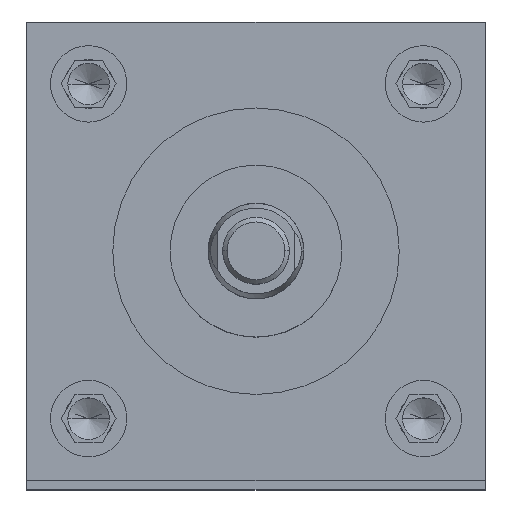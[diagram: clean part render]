
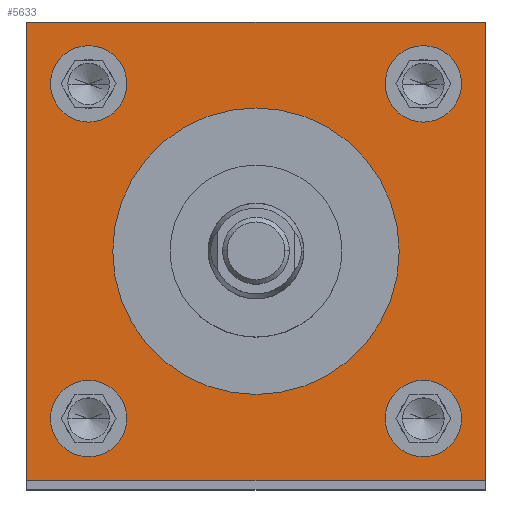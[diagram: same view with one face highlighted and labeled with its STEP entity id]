
A CAD part, top view. The second image highlights one B-rep face of the part: STEP entity #5633.
In plain terms, the highlighted planar face has unit normal (0, 0, 1).
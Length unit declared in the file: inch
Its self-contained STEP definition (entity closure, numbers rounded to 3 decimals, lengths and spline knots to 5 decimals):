
#91 = ORIENTED_EDGE ( 'NONE', *, *, #4836, .F. ) ;
#163 = VECTOR ( 'NONE', #781, 39.37008 ) ;
#172 = ORIENTED_EDGE ( 'NONE', *, *, #1472, .F. ) ;
#189 = VECTOR ( 'NONE', #3990, 39.37008 ) ;
#208 = DIRECTION ( 'NONE',  ( 1., 0., 0. ) ) ;
#211 = CARTESIAN_POINT ( 'NONE',  ( -0.845, 1.095, 35.75 ) ) ;
#328 = CARTESIAN_POINT ( 'NONE',  ( 1.5, 1.5, 35.75 ) ) ;
#407 = CARTESIAN_POINT ( 'NONE',  ( 0., 0., 35.75 ) ) ;
#433 = VERTEX_POINT ( 'NONE', #1360 ) ;
#618 = VERTEX_POINT ( 'NONE', #211 ) ;
#676 = EDGE_LOOP ( 'NONE', ( #4889, #3982 ) ) ;
#697 = VERTEX_POINT ( 'NONE', #328 ) ;
#777 = CIRCLE ( 'NONE', #3195, 0.25 ) ;
#781 = DIRECTION ( 'NONE',  ( -1., 0., 0. ) ) ;
#822 = EDGE_LOOP ( 'NONE', ( #3758, #91 ) ) ;
#828 = DIRECTION ( 'NONE',  ( 0., 0., 1. ) ) ;
#919 = LINE ( 'NONE', #6973, #5134 ) ;
#952 = AXIS2_PLACEMENT_3D ( 'NONE', #6780, #4956, #1023 ) ;
#977 = CIRCLE ( 'NONE', #6050, 0.25 ) ;
#985 = CARTESIAN_POINT ( 'NONE',  ( -1.5, -1.5, 35.75 ) ) ;
#986 = VERTEX_POINT ( 'NONE', #4249 ) ;
#987 = CIRCLE ( 'NONE', #4001, 0.9375 ) ;
#993 = VERTEX_POINT ( 'NONE', #985 ) ;
#1023 = DIRECTION ( 'NONE',  ( 1., 0., 0. ) ) ;
#1060 = DIRECTION ( 'NONE',  ( 0., 0., 1. ) ) ;
#1061 = CIRCLE ( 'NONE', #952, 0.25 ) ;
#1156 = EDGE_CURVE ( 'NONE', #618, #986, #777, .T. ) ;
#1360 = CARTESIAN_POINT ( 'NONE',  ( 0.845, 1.095, 35.75 ) ) ;
#1367 = CIRCLE ( 'NONE', #1592, 0.25 ) ;
#1381 = VERTEX_POINT ( 'NONE', #2853 ) ;
#1397 = EDGE_CURVE ( 'NONE', #433, #3900, #2554, .T. ) ;
#1455 = FACE_BOUND ( 'NONE', #4706, .T. ) ;
#1472 = EDGE_CURVE ( 'NONE', #986, #618, #6820, .T. ) ;
#1592 = AXIS2_PLACEMENT_3D ( 'NONE', #5045, #6239, #6781 ) ;
#1618 = LINE ( 'NONE', #2138, #3444 ) ;
#1643 = ORIENTED_EDGE ( 'NONE', *, *, #3818, .T. ) ;
#1783 = CARTESIAN_POINT ( 'NONE',  ( -1.095, 1.095, 35.75 ) ) ;
#1844 = EDGE_LOOP ( 'NONE', ( #6223, #172 ) ) ;
#1858 = EDGE_CURVE ( 'NONE', #993, #2031, #4607, .T. ) ;
#1915 = EDGE_CURVE ( 'NONE', #1381, #4064, #3418, .T. ) ;
#1960 = EDGE_CURVE ( 'NONE', #5769, #6691, #987, .T. ) ;
#1976 = DIRECTION ( 'NONE',  ( 0., 0., 1. ) ) ;
#2031 = VERTEX_POINT ( 'NONE', #6591 ) ;
#2052 = CARTESIAN_POINT ( 'NONE',  ( -1.345, -1.095, 35.75 ) ) ;
#2138 = CARTESIAN_POINT ( 'NONE',  ( -1.5, -1.5, 35.75 ) ) ;
#2178 = ORIENTED_EDGE ( 'NONE', *, *, #4790, .T. ) ;
#2213 = CARTESIAN_POINT ( 'NONE',  ( 0., 0., 35.75 ) ) ;
#2255 = EDGE_CURVE ( 'NONE', #4064, #1381, #5982, .T. ) ;
#2319 = DIRECTION ( 'NONE',  ( 1., 0., 0. ) ) ;
#2361 = CARTESIAN_POINT ( 'NONE',  ( 1.095, -1.095, 35.75 ) ) ;
#2554 = CIRCLE ( 'NONE', #4543, 0.25 ) ;
#2657 = AXIS2_PLACEMENT_3D ( 'NONE', #3320, #6595, #4903 ) ;
#2677 = CARTESIAN_POINT ( 'NONE',  ( -0.845, -1.095, 35.75 ) ) ;
#2822 = DIRECTION ( 'NONE',  ( 0., -1., 0. ) ) ;
#2853 = CARTESIAN_POINT ( 'NONE',  ( 1.345, -1.095, 35.75 ) ) ;
#2864 = EDGE_CURVE ( 'NONE', #3900, #433, #1061, .T. ) ;
#2939 = AXIS2_PLACEMENT_3D ( 'NONE', #6342, #3135, #4129 ) ;
#2950 = CARTESIAN_POINT ( 'NONE',  ( 0.9375, 0., 35.75 ) ) ;
#2961 = DIRECTION ( 'NONE',  ( 0., 0., 1. ) ) ;
#3066 = DIRECTION ( 'NONE',  ( 1., 0., 0. ) ) ;
#3135 = DIRECTION ( 'NONE',  ( 0., 0., 1. ) ) ;
#3195 = AXIS2_PLACEMENT_3D ( 'NONE', #4178, #1976, #6362 ) ;
#3320 = CARTESIAN_POINT ( 'NONE',  ( -1.5, 1.5, 35.75 ) ) ;
#3352 = ORIENTED_EDGE ( 'NONE', *, *, #4845, .T. ) ;
#3406 = DIRECTION ( 'NONE',  ( 1., 0., 0. ) ) ;
#3418 = CIRCLE ( 'NONE', #2939, 0.25 ) ;
#3444 = VECTOR ( 'NONE', #2822, 39.37008 ) ;
#3703 = FACE_BOUND ( 'NONE', #1844, .T. ) ;
#3758 = ORIENTED_EDGE ( 'NONE', *, *, #1960, .F. ) ;
#3790 = DIRECTION ( 'NONE',  ( 0., 0., 1. ) ) ;
#3818 = EDGE_CURVE ( 'NONE', #697, #4225, #6798, .T. ) ;
#3900 = VERTEX_POINT ( 'NONE', #4592 ) ;
#3982 = ORIENTED_EDGE ( 'NONE', *, *, #1397, .F. ) ;
#3990 = DIRECTION ( 'NONE',  ( 1., 0., 0. ) ) ;
#4001 = AXIS2_PLACEMENT_3D ( 'NONE', #407, #828, #3066 ) ;
#4006 = ORIENTED_EDGE ( 'NONE', *, *, #1915, .F. ) ;
#4043 = EDGE_CURVE ( 'NONE', #4421, #6495, #977, .T. ) ;
#4064 = VERTEX_POINT ( 'NONE', #4223 ) ;
#4129 = DIRECTION ( 'NONE',  ( 1., 0., 0. ) ) ;
#4178 = CARTESIAN_POINT ( 'NONE',  ( -1.095, 1.095, 35.75 ) ) ;
#4223 = CARTESIAN_POINT ( 'NONE',  ( 0.845, -1.095, 35.75 ) ) ;
#4225 = VERTEX_POINT ( 'NONE', #6008 ) ;
#4240 = FACE_BOUND ( 'NONE', #5808, .T. ) ;
#4249 = CARTESIAN_POINT ( 'NONE',  ( -1.345, 1.095, 35.75 ) ) ;
#4421 = VERTEX_POINT ( 'NONE', #2052 ) ;
#4542 = CARTESIAN_POINT ( 'NONE',  ( 1.095, 1.095, 35.75 ) ) ;
#4543 = AXIS2_PLACEMENT_3D ( 'NONE', #4542, #2961, #3406 ) ;
#4552 = CIRCLE ( 'NONE', #6945, 0.9375 ) ;
#4592 = CARTESIAN_POINT ( 'NONE',  ( 1.345, 1.095, 35.75 ) ) ;
#4607 = LINE ( 'NONE', #5151, #189 ) ;
#4706 = EDGE_LOOP ( 'NONE', ( #5448, #5609 ) ) ;
#4790 = EDGE_CURVE ( 'NONE', #2031, #697, #919, .T. ) ;
#4836 = EDGE_CURVE ( 'NONE', #6691, #5769, #4552, .T. ) ;
#4845 = EDGE_CURVE ( 'NONE', #4225, #993, #1618, .T. ) ;
#4889 = ORIENTED_EDGE ( 'NONE', *, *, #2864, .F. ) ;
#4903 = DIRECTION ( 'NONE',  ( -1., 0., 0. ) ) ;
#4955 = ORIENTED_EDGE ( 'NONE', *, *, #2255, .F. ) ;
#4956 = DIRECTION ( 'NONE',  ( 0., 0., 1. ) ) ;
#5045 = CARTESIAN_POINT ( 'NONE',  ( -1.095, -1.095, 35.75 ) ) ;
#5134 = VECTOR ( 'NONE', #5345, 39.37008 ) ;
#5151 = CARTESIAN_POINT ( 'NONE',  ( -1.5, -1.5, 35.75 ) ) ;
#5226 = FACE_OUTER_BOUND ( 'NONE', #6758, .T. ) ;
#5310 = AXIS2_PLACEMENT_3D ( 'NONE', #2361, #6760, #208 ) ;
#5345 = DIRECTION ( 'NONE',  ( 0., 1., 0. ) ) ;
#5374 = EDGE_CURVE ( 'NONE', #6495, #4421, #1367, .T. ) ;
#5448 = ORIENTED_EDGE ( 'NONE', *, *, #5374, .F. ) ;
#5593 = DIRECTION ( 'NONE',  ( 1., 0., 0. ) ) ;
#5609 = ORIENTED_EDGE ( 'NONE', *, *, #4043, .F. ) ;
#5633 = ADVANCED_FACE ( 'NONE', ( #4240, #6417, #1455, #3703, #5893, #5226 ), #6028, .F. ) ;
#5654 = CARTESIAN_POINT ( 'NONE',  ( -0.9375, 0., 35.75 ) ) ;
#5769 = VERTEX_POINT ( 'NONE', #2950 ) ;
#5808 = EDGE_LOOP ( 'NONE', ( #4006, #4955 ) ) ;
#5893 = FACE_BOUND ( 'NONE', #822, .T. ) ;
#5911 = CARTESIAN_POINT ( 'NONE',  ( -1.095, -1.095, 35.75 ) ) ;
#5982 = CIRCLE ( 'NONE', #5310, 0.25 ) ;
#6008 = CARTESIAN_POINT ( 'NONE',  ( -1.5, 1.5, 35.75 ) ) ;
#6028 = PLANE ( 'NONE',  #2657 ) ;
#6050 = AXIS2_PLACEMENT_3D ( 'NONE', #5911, #3790, #7086 ) ;
#6054 = ORIENTED_EDGE ( 'NONE', *, *, #1858, .T. ) ;
#6137 = DIRECTION ( 'NONE',  ( 0., 0., 1. ) ) ;
#6223 = ORIENTED_EDGE ( 'NONE', *, *, #1156, .F. ) ;
#6239 = DIRECTION ( 'NONE',  ( 0., 0., 1. ) ) ;
#6342 = CARTESIAN_POINT ( 'NONE',  ( 1.095, -1.095, 35.75 ) ) ;
#6362 = DIRECTION ( 'NONE',  ( 1., 0., 0. ) ) ;
#6417 = FACE_BOUND ( 'NONE', #676, .T. ) ;
#6495 = VERTEX_POINT ( 'NONE', #2677 ) ;
#6591 = CARTESIAN_POINT ( 'NONE',  ( 1.5, -1.5, 35.75 ) ) ;
#6595 = DIRECTION ( 'NONE',  ( 0., 0., -1. ) ) ;
#6691 = VERTEX_POINT ( 'NONE', #5654 ) ;
#6698 = AXIS2_PLACEMENT_3D ( 'NONE', #1783, #6137, #2319 ) ;
#6756 = CARTESIAN_POINT ( 'NONE',  ( -1.5, 1.5, 35.75 ) ) ;
#6758 = EDGE_LOOP ( 'NONE', ( #3352, #6054, #2178, #1643 ) ) ;
#6760 = DIRECTION ( 'NONE',  ( 0., 0., 1. ) ) ;
#6780 = CARTESIAN_POINT ( 'NONE',  ( 1.095, 1.095, 35.75 ) ) ;
#6781 = DIRECTION ( 'NONE',  ( 1., 0., 0. ) ) ;
#6798 = LINE ( 'NONE', #6756, #163 ) ;
#6820 = CIRCLE ( 'NONE', #6698, 0.25 ) ;
#6945 = AXIS2_PLACEMENT_3D ( 'NONE', #2213, #1060, #5593 ) ;
#6973 = CARTESIAN_POINT ( 'NONE',  ( 1.5, -1.5, 35.75 ) ) ;
#7086 = DIRECTION ( 'NONE',  ( 1., 0., 0. ) ) ;
